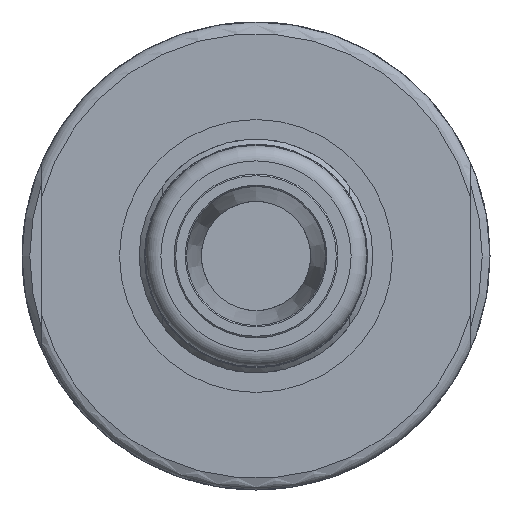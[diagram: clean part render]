
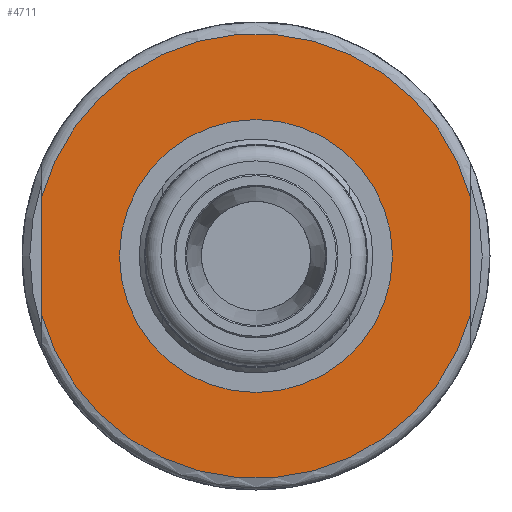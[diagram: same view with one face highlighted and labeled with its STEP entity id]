
A CAD part, left-side view. The second image highlights one B-rep face of the part: STEP entity #4711.
In plain terms, the highlighted planar face has unit normal (-1, 0, 0).
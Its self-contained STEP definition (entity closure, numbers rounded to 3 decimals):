
#238=LINE('',#7088,#526);
#242=LINE('',#7137,#530);
#526=VECTOR('',#5678,14.967);
#530=VECTOR('',#5688,14.967);
#814=PLANE('',#5095);
#966=FACE_BOUND('',#1481,.T.);
#967=FACE_BOUND('',#1482,.T.);
#1481=EDGE_LOOP('',(#3280));
#1482=EDGE_LOOP('',(#3281,#3282,#3283,#3284));
#1953=CIRCLE('',#5096,17.5);
#1954=CIRCLE('',#5097,28.5);
#1955=CIRCLE('',#5098,28.5);
#2158=VERTEX_POINT('',#7072);
#2159=VERTEX_POINT('',#7087);
#2166=VERTEX_POINT('',#7121);
#2167=VERTEX_POINT('',#7136);
#2169=VERTEX_POINT('',#7167);
#2608=EDGE_CURVE('',#2159,#2158,#238,.T.);
#2617=EDGE_CURVE('',#2167,#2166,#242,.T.);
#2627=EDGE_CURVE('',#2169,#2169,#1953,.T.);
#2628=EDGE_CURVE('',#2167,#2158,#1954,.T.);
#2629=EDGE_CURVE('',#2159,#2166,#1955,.T.);
#3280=ORIENTED_EDGE('',*,*,#2627,.T.);
#3281=ORIENTED_EDGE('',*,*,#2608,.T.);
#3282=ORIENTED_EDGE('',*,*,#2628,.F.);
#3283=ORIENTED_EDGE('',*,*,#2617,.T.);
#3284=ORIENTED_EDGE('',*,*,#2629,.F.);
#4711=ADVANCED_FACE('',(#966,#967),#814,.T.);
#5095=AXIS2_PLACEMENT_3D('',#7166,#5714,#5715);
#5096=AXIS2_PLACEMENT_3D('',#7168,#5716,#5717);
#5097=AXIS2_PLACEMENT_3D('',#7169,#5718,#5719);
#5098=AXIS2_PLACEMENT_3D('',#7170,#5720,#5721);
#5678=DIRECTION('',(0.,0.,-1.));
#5688=DIRECTION('',(0.,0.,1.));
#5714=DIRECTION('center_axis',(-1.,0.,0.));
#5715=DIRECTION('ref_axis',(0.,1.,0.));
#5716=DIRECTION('center_axis',(1.,0.,0.));
#5717=DIRECTION('ref_axis',(0.,0.,
-1.));
#5718=DIRECTION('center_axis',(1.,0.,0.));
#5719=DIRECTION('ref_axis',(0.,0.,
-1.));
#5720=DIRECTION('center_axis',(1.,0.,0.));
#5721=DIRECTION('ref_axis',(0.,0.,
-1.));
#7072=CARTESIAN_POINT('',(-96.,27.5,-7.483));
#7087=CARTESIAN_POINT('',(-96.,27.5,7.483));
#7088=CARTESIAN_POINT('',(-96.,27.5,-24.063));
#7121=CARTESIAN_POINT('',(-96.,-27.5,7.483));
#7136=CARTESIAN_POINT('',(-96.,-27.5,-7.483));
#7137=CARTESIAN_POINT('',(-96.,-27.5,1.553));
#7166=CARTESIAN_POINT('Origin',(-96.,0.,
-23.));
#7167=CARTESIAN_POINT('',(-96.,0.,-17.5));
#7168=CARTESIAN_POINT('Origin',(-96.,0.,
0.));
#7169=CARTESIAN_POINT('Origin',(-96.,0.,
0.));
#7170=CARTESIAN_POINT('Origin',(-96.,0.,
0.));
